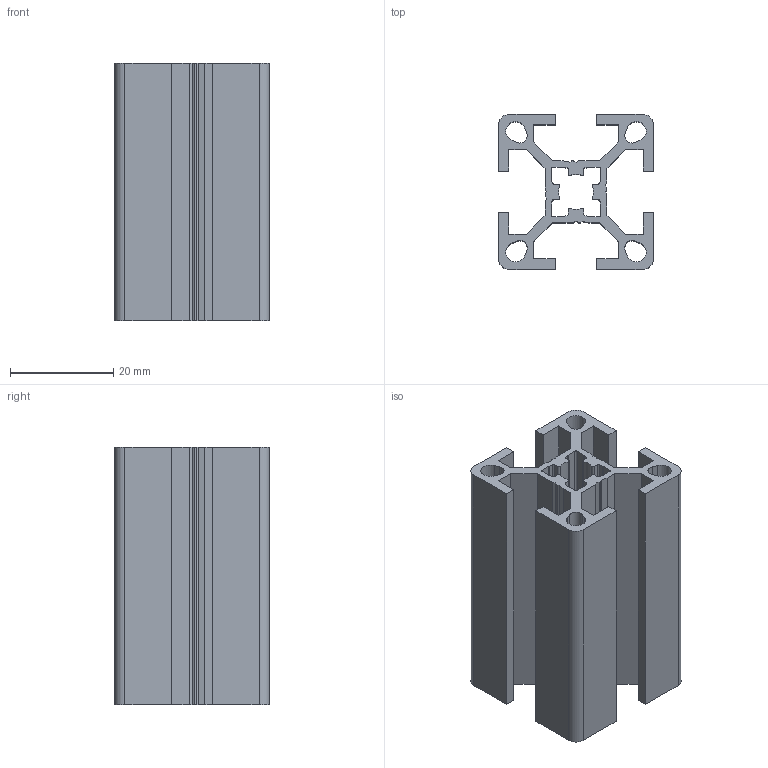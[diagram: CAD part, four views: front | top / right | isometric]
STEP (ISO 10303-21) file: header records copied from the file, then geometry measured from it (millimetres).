
FILE_DESCRIPTION( ( 'STEP AP214' ), ' ' );
FILE_NAME( 'NEFS6-3030-50.stp', '2017-11-21T01:44:01', ( '' ), ( '' ), ' ', 'PARTsolutions', ' ' );
FILE_SCHEMA( ( 'AUTOMOTIVE_DESIGN { 1 0 10303 214 1 1 1 1 }' ) );
Length unit declared in the file: millimetre
Products named in the file (1): _NEFS6-3030-50
Bounding box: 30 x 30 x 50 mm (x, y, z)
Volume: 14867.2 mm3; surface area: 17588.8 mm2
Topology: 1 solids, 1 shells, 146 faces, 432 edges, 288 vertices
Faces by surface type: plane 98, cylinder 48
Entity records: 6076 total; most frequent: CARTESIAN_POINT 867, ORIENTED_EDGE 864, DIRECTION 822, EDGE_CURVE 432, LINE 336, VECTOR 336, VERTEX_POINT 288, AXIS2_PLACEMENT_3D 243
